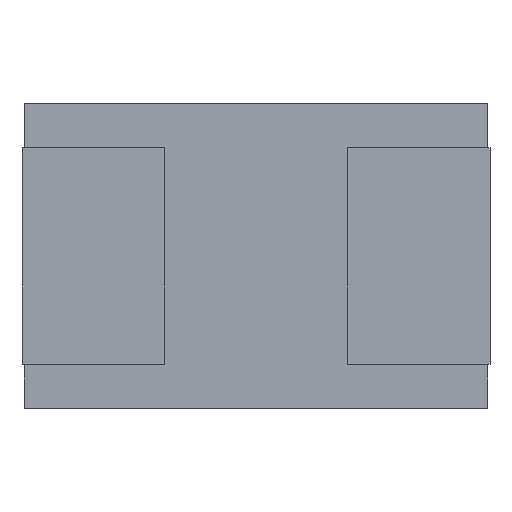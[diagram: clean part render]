
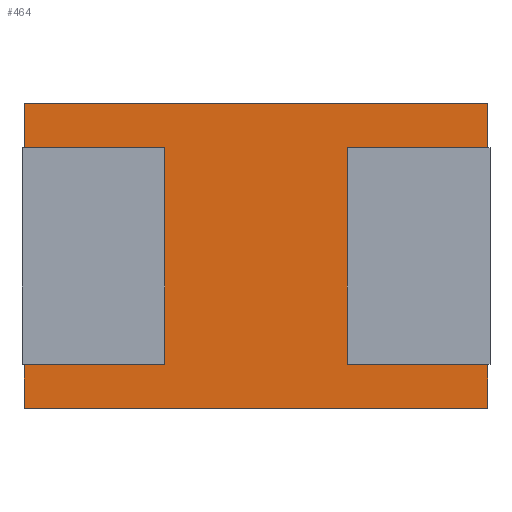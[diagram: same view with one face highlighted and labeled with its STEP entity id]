
A CAD part, top view. The second image highlights one B-rep face of the part: STEP entity #464.
In plain terms, the highlighted planar face has unit normal (0, 0, 1).
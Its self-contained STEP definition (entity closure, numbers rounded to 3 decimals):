
#17=FACE_OUTER_BOUND('',#43,.T.);
#43=EDGE_LOOP('',(#292,#293,#294,#295));
#72=LINE('',#664,#132);
#73=LINE('',#666,#133);
#74=LINE('',#668,#134);
#75=LINE('',#669,#135);
#132=VECTOR('',#547,5.105);
#133=VECTOR('',#548,3.353);
#134=VECTOR('',#549,5.105);
#135=VECTOR('',#550,3.353);
#192=VERTEX_POINT('',#662);
#193=VERTEX_POINT('',#663);
#194=VERTEX_POINT('',#665);
#195=VERTEX_POINT('',#667);
#232=EDGE_CURVE('',#192,#193,#72,.T.);
#233=EDGE_CURVE('',#194,#192,#73,.T.);
#234=EDGE_CURVE('',#195,#194,#74,.T.);
#235=EDGE_CURVE('',#193,#195,#75,.T.);
#292=ORIENTED_EDGE('',*,*,#232,.F.);
#293=ORIENTED_EDGE('',*,*,#233,.F.);
#294=ORIENTED_EDGE('',*,*,#234,.F.);
#295=ORIENTED_EDGE('',*,*,#235,.F.);
#409=PLANE('',#512);
#464=ADVANCED_FACE('',(#17),#409,.F.);
#512=AXIS2_PLACEMENT_3D('',#661,#545,#546);
#545=DIRECTION('center_axis',(0.,0.,-1.));
#546=DIRECTION('ref_axis',(0.,1.,0.));
#547=DIRECTION('',(-1.,0.,0.));
#548=DIRECTION('',(0.,-1.,0.));
#549=DIRECTION('',(1.,0.,0.));
#550=DIRECTION('',(0.,1.,0.));
#661=CARTESIAN_POINT('Origin',(-2.553,-1.676,1.321));
#662=CARTESIAN_POINT('',(2.553,-1.676,1.321));
#663=CARTESIAN_POINT('',(-2.553,-1.676,1.321));
#664=CARTESIAN_POINT('',(2.553,-1.676,1.321));
#665=CARTESIAN_POINT('',(2.553,1.676,1.321));
#666=CARTESIAN_POINT('',(2.553,1.676,1.321));
#667=CARTESIAN_POINT('',(-2.553,1.676,1.321));
#668=CARTESIAN_POINT('',(-2.553,1.676,1.321));
#669=CARTESIAN_POINT('',(-2.553,-1.676,1.321));
